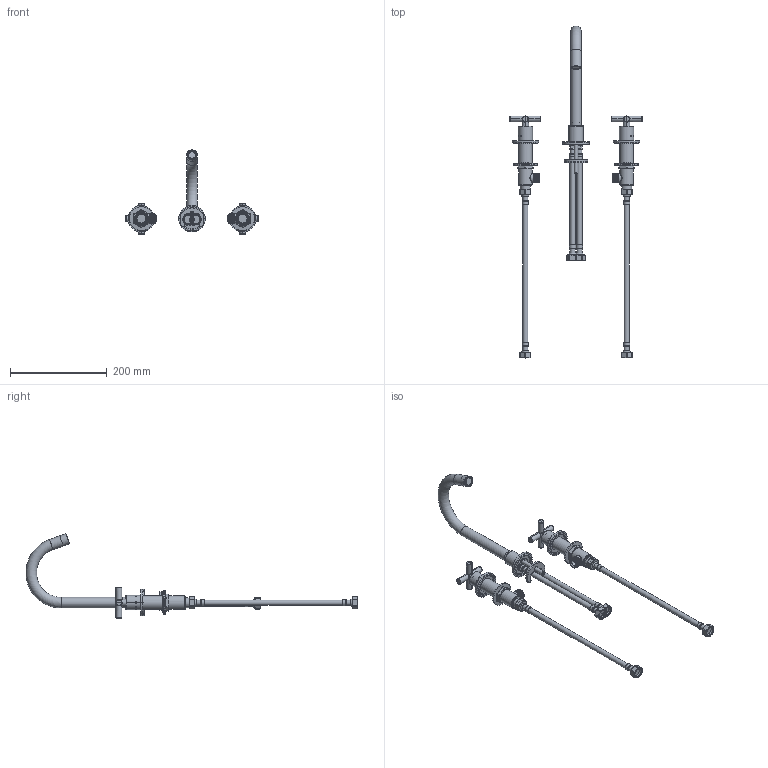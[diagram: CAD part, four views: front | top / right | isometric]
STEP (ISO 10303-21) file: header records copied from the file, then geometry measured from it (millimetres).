
FILE_DESCRIPTION(/* description */ (''),/* implementation_level */ '2;1');
FILE_NAME(/* name */ 'A010 15 00 00.stp',/* time_stamp */ '2021-01-12T12:32:19+08:00',/* author */ (''),/* organization */ (''),/* preprocessor_version */ 'ST-DEVELOPER v16.7',/* originating_system */ 'SIEMENS PLM Software NX 12.0',/* authorisation */ '');
FILE_SCHEMA (('AUTOMOTIVE_DESIGN { 1 0 10303 214 3 1 1 1 }'));
Length unit declared in the file: millimetre
Products named in the file (1): GT7FB4CE32t08k
Bounding box: 274.5 x 687.84 x 175.05 mm (x, y, z)
Volume: 318718 mm3; surface area: 273728.9 mm2
Topology: 45 solids, 47 shells, 1370 faces, 3408 edges, 2233 vertices
Faces by surface type: plane 523, cylinder 472, cone 191, torus 93, bspline 67, sphere 24
Full cylindrical faces by diameter (mm): 3.1 x1, 3.2 x2, 4 x2, 6 x2, 6.8 x3, 7 x2, 7.263 x4, 8 x3, 9 x4, 10 x4, 10.5 x2, 10.6 x2, 11 x12, 12 x2, 12.5 x4, 13 x6, 14.555 x2, 14.8 x1, 15 x3, 16.5 x2, 17 x1, 17.2 x1, 18 x3, 18.1 x1, 18.158 x6, 18.75 x1, 18.8 x2, 19 x5, 19.8 x2, 20 x4
Entity records: 55496 total; most frequent: CARTESIAN_POINT 25307, DIRECTION 6025, ORIENTED_EDGE 5836, EDGE_CURVE 2918, AXIS2_PLACEMENT_3D 2478, VERTEX_POINT 2032, EDGE_LOOP 1799, ADVANCED_FACE 1354
